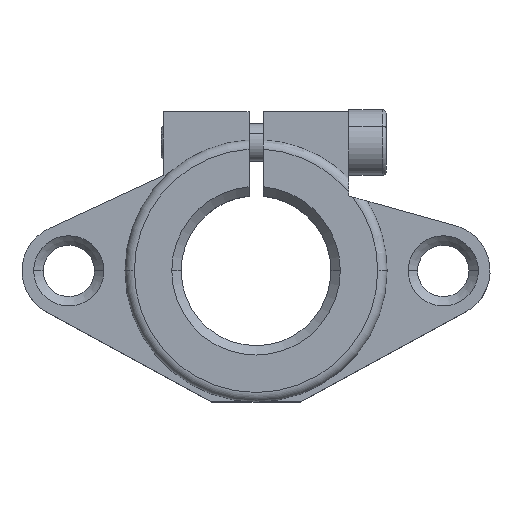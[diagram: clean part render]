
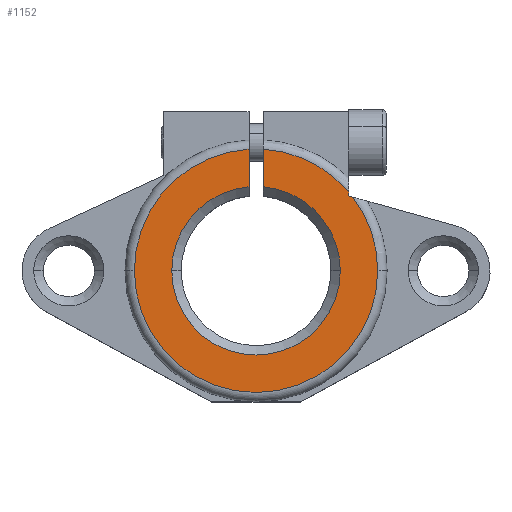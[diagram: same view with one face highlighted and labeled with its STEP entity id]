
A CAD part, top view. The second image highlights one B-rep face of the part: STEP entity #1152.
In plain terms, the highlighted planar face has unit normal (0, 0, 1).
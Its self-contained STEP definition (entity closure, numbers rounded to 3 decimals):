
#13 = CARTESIAN_POINT ( 'NONE',  ( 13., 0., 16. ) ) ;
#15 = VERTEX_POINT ( 'NONE', #1034 ) ;
#23 = CIRCLE ( 'NONE', #1633, 9. ) ;
#68 = VERTEX_POINT ( 'NONE', #172 ) ;
#113 = VECTOR ( 'NONE', #1359, 1000. ) ;
#172 = CARTESIAN_POINT ( 'NONE',  ( 9., 0., 16. ) ) ;
#175 = DIRECTION ( 'NONE',  ( 0., 0., 1. ) ) ;
#217 = DIRECTION ( 'NONE',  ( 0., 0., -1. ) ) ;
#236 = DIRECTION ( 'NONE',  ( 0.963, -0.268, 0. ) ) ;
#259 = VERTEX_POINT ( 'NONE', #335 ) ;
#278 = LINE ( 'NONE', #568, #113 ) ;
#335 = CARTESIAN_POINT ( 'NONE',  ( 10.342, 7.877, 16. ) ) ;
#364 = VERTEX_POINT ( 'NONE', #652 ) ;
#365 = CARTESIAN_POINT ( 'NONE',  ( 0.75, 0., 16. ) ) ;
#380 = DIRECTION ( 'NONE',  ( 1., 0., 0. ) ) ;
#423 = LINE ( 'NONE', #2009, #647 ) ;
#460 = EDGE_CURVE ( 'NONE', #2246, #571, #23, .T. ) ;
#469 = ORIENTED_EDGE ( 'NONE', *, *, #1639, .T. ) ;
#472 = DIRECTION ( 'NONE',  ( 0., 0., 1. ) ) ;
#512 = EDGE_CURVE ( 'NONE', #1842, #259, #1057, .T. ) ;
#520 = DIRECTION ( 'NONE',  ( 1., 0., 0. ) ) ;
#557 = DIRECTION ( 'NONE',  ( 0., 0., 1. ) ) ;
#568 = CARTESIAN_POINT ( 'NONE',  ( 9.9, 8., 16. ) ) ;
#571 = VERTEX_POINT ( 'NONE', #697 ) ;
#639 = CIRCLE ( 'NONE', #1024, 13. ) ;
#647 = VECTOR ( 'NONE', #236, 1000. ) ;
#652 = CARTESIAN_POINT ( 'NONE',  ( 9.9, 8.426, 16. ) ) ;
#666 = LINE ( 'NONE', #1459, #2415 ) ;
#672 = ORIENTED_EDGE ( 'NONE', *, *, #512, .T. ) ;
#686 = DIRECTION ( 'NONE',  ( 1., 0., 0. ) ) ;
#697 = CARTESIAN_POINT ( 'NONE',  ( -0.75, 8.969, 16. ) ) ;
#702 = ORIENTED_EDGE ( 'NONE', *, *, #2196, .T. ) ;
#716 = CARTESIAN_POINT ( 'NONE',  ( 0., 0., 16. ) ) ;
#744 = ORIENTED_EDGE ( 'NONE', *, *, #1190, .T. ) ;
#779 = AXIS2_PLACEMENT_3D ( 'NONE', #1142, #2330, #968 ) ;
#865 = ORIENTED_EDGE ( 'NONE', *, *, #1706, .T. ) ;
#917 = CARTESIAN_POINT ( 'NONE',  ( 0., 0., 16. ) ) ;
#949 = AXIS2_PLACEMENT_3D ( 'NONE', #1649, #1219, #2198 ) ;
#957 = DIRECTION ( 'NONE',  ( 1., 0., 0. ) ) ;
#968 = DIRECTION ( 'NONE',  ( 1., 0., 0. ) ) ;
#1011 = DIRECTION ( 'NONE',  ( 1., 0., 0. ) ) ;
#1024 = AXIS2_PLACEMENT_3D ( 'NONE', #1353, #175, #380 ) ;
#1034 = CARTESIAN_POINT ( 'NONE',  ( -13., 0., 16. ) ) ;
#1057 = CIRCLE ( 'NONE', #1140, 13. ) ;
#1140 = AXIS2_PLACEMENT_3D ( 'NONE', #1279, #472, #2061 ) ;
#1142 = CARTESIAN_POINT ( 'NONE',  ( 0., 0., 16. ) ) ;
#1152 = ADVANCED_FACE ( 'NONE', ( #1705 ), #2490, .T. ) ;
#1168 = DIRECTION ( 'NONE',  ( 0., 1., 0. ) ) ;
#1181 = ORIENTED_EDGE ( 'NONE', *, *, #460, .T. ) ;
#1190 = EDGE_CURVE ( 'NONE', #15, #1842, #639, .T. ) ;
#1191 = CIRCLE ( 'NONE', #949, 9. ) ;
#1192 = CIRCLE ( 'NONE', #1522, 9. ) ;
#1219 = DIRECTION ( 'NONE',  ( 0., 0., -1. ) ) ;
#1244 = EDGE_CURVE ( 'NONE', #2403, #68, #1191, .T. ) ;
#1262 = EDGE_CURVE ( 'NONE', #1986, #259, #423, .T. ) ;
#1264 = DIRECTION ( 'NONE',  ( 0., -1., 0. ) ) ;
#1279 = CARTESIAN_POINT ( 'NONE',  ( 0., 0., 16. ) ) ;
#1294 = ORIENTED_EDGE ( 'NONE', *, *, #1994, .F. ) ;
#1301 = CARTESIAN_POINT ( 'NONE',  ( -0.75, 12.978, 16. ) ) ;
#1353 = CARTESIAN_POINT ( 'NONE',  ( 0., 0., 16. ) ) ;
#1359 = DIRECTION ( 'NONE',  ( 0., -1., 0. ) ) ;
#1438 = CIRCLE ( 'NONE', #779, 13. ) ;
#1459 = CARTESIAN_POINT ( 'NONE',  ( -0.75, 0., 16. ) ) ;
#1522 = AXIS2_PLACEMENT_3D ( 'NONE', #1966, #217, #1011 ) ;
#1582 = ORIENTED_EDGE ( 'NONE', *, *, #1715, .F. ) ;
#1633 = AXIS2_PLACEMENT_3D ( 'NONE', #917, #2459, #686 ) ;
#1639 = EDGE_CURVE ( 'NONE', #364, #2442, #1438, .T. ) ;
#1645 = ORIENTED_EDGE ( 'NONE', *, *, #1999, .F. ) ;
#1649 = CARTESIAN_POINT ( 'NONE',  ( 0., 0., 16. ) ) ;
#1705 = FACE_OUTER_BOUND ( 'NONE', #2550, .T. ) ;
#1706 = EDGE_CURVE ( 'NONE', #2437, #15, #2349, .T. ) ;
#1715 = EDGE_CURVE ( 'NONE', #2403, #2442, #2356, .T. ) ;
#1842 = VERTEX_POINT ( 'NONE', #13 ) ;
#1904 = CARTESIAN_POINT ( 'NONE',  ( 0.75, 8.969, 16. ) ) ;
#1916 = CARTESIAN_POINT ( 'NONE',  ( 0.75, 12.978, 16. ) ) ;
#1966 = CARTESIAN_POINT ( 'NONE',  ( 0., 0., 16. ) ) ;
#1970 = CARTESIAN_POINT ( 'NONE',  ( 0., 0., 16. ) ) ;
#1986 = VERTEX_POINT ( 'NONE', #2485 ) ;
#1994 = EDGE_CURVE ( 'NONE', #2437, #571, #666, .T. ) ;
#1999 = EDGE_CURVE ( 'NONE', #364, #1986, #278, .T. ) ;
#2009 = CARTESIAN_POINT ( 'NONE',  ( 21.34, 4.817, 16. ) ) ;
#2061 = DIRECTION ( 'NONE',  ( 1., 0., 0. ) ) ;
#2085 = ORIENTED_EDGE ( 'NONE', *, *, #1262, .F. ) ;
#2143 = AXIS2_PLACEMENT_3D ( 'NONE', #1970, #557, #957 ) ;
#2196 = EDGE_CURVE ( 'NONE', #68, #2246, #1192, .T. ) ;
#2198 = DIRECTION ( 'NONE',  ( 1., 0., 0. ) ) ;
#2246 = VERTEX_POINT ( 'NONE', #2365 ) ;
#2296 = DIRECTION ( 'NONE',  ( 0., 0., 1. ) ) ;
#2330 = DIRECTION ( 'NONE',  ( 0., 0., 1. ) ) ;
#2332 = ORIENTED_EDGE ( 'NONE', *, *, #1244, .T. ) ;
#2349 = CIRCLE ( 'NONE', #2143, 13. ) ;
#2356 = LINE ( 'NONE', #365, #2471 ) ;
#2365 = CARTESIAN_POINT ( 'NONE',  ( -9., 0., 16. ) ) ;
#2403 = VERTEX_POINT ( 'NONE', #1904 ) ;
#2415 = VECTOR ( 'NONE', #1264, 1000. ) ;
#2437 = VERTEX_POINT ( 'NONE', #1301 ) ;
#2442 = VERTEX_POINT ( 'NONE', #1916 ) ;
#2459 = DIRECTION ( 'NONE',  ( 0., 0., -1. ) ) ;
#2471 = VECTOR ( 'NONE', #1168, 1000. ) ;
#2485 = CARTESIAN_POINT ( 'NONE',  ( 9.9, 8., 16. ) ) ;
#2490 = PLANE ( 'NONE',  #2505 ) ;
#2505 = AXIS2_PLACEMENT_3D ( 'NONE', #716, #2296, #520 ) ;
#2550 = EDGE_LOOP ( 'NONE', ( #1582, #2332, #702, #1181, #1294, #865, #744, #672, #2085, #1645, #469 ) ) ;
